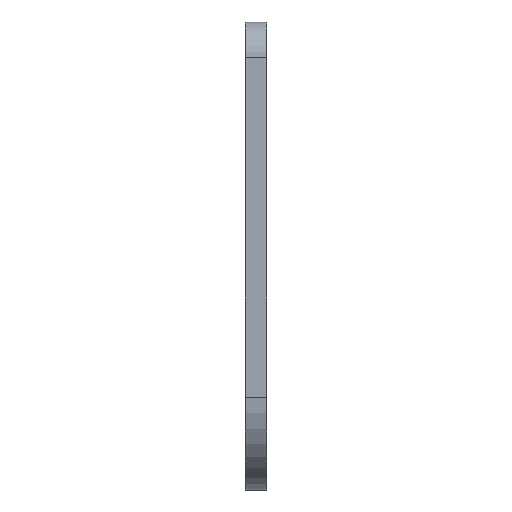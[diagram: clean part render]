
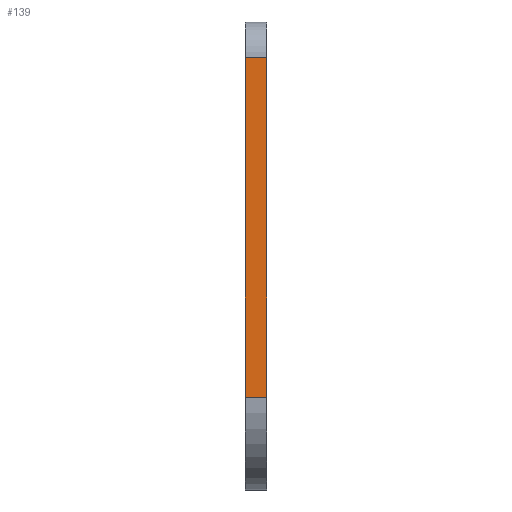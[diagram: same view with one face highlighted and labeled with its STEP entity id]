
A CAD part, left-side view. The second image highlights one B-rep face of the part: STEP entity #139.
In plain terms, the highlighted planar face has unit normal (-1, 0, 0).
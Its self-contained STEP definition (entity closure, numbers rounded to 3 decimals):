
#6 = LINE ( 'NONE', #166, #228 ) ;
#26 = CARTESIAN_POINT ( 'NONE',  ( 0., 0., -5. ) ) ;
#60 = DIRECTION ( 'NONE',  ( 0., -1., 0. ) ) ;
#62 = VECTOR ( 'NONE', #536, 1000. ) ;
#89 = EDGE_CURVE ( 'NONE', #298, #1037, #6, .T. ) ;
#102 = ORIENTED_EDGE ( 'NONE', *, *, #1091, .T. ) ;
#110 = VERTEX_POINT ( 'NONE', #350 ) ;
#118 = CARTESIAN_POINT ( 'NONE',  ( 0., 3., -5. ) ) ;
#139 = ADVANCED_FACE ( 'NONE', ( #362 ), #440, .F. ) ;
#166 = CARTESIAN_POINT ( 'NONE',  ( 0., 0., 0. ) ) ;
#228 = VECTOR ( 'NONE', #256, 1000. ) ;
#246 = EDGE_CURVE ( 'NONE', #1037, #110, #631, .T. ) ;
#256 = DIRECTION ( 'NONE',  ( 0., 0., 1. ) ) ;
#263 = AXIS2_PLACEMENT_3D ( 'NONE', #607, #520, #451 ) ;
#298 = VERTEX_POINT ( 'NONE', #1056 ) ;
#350 = CARTESIAN_POINT ( 'NONE',  ( 0., 3., -5. ) ) ;
#362 = FACE_OUTER_BOUND ( 'NONE', #775, .T. ) ;
#423 = LINE ( 'NONE', #753, #734 ) ;
#440 = PLANE ( 'NONE',  #263 ) ;
#451 = DIRECTION ( 'NONE',  ( 0., 0., -1. ) ) ;
#515 = LINE ( 'NONE', #602, #614 ) ;
#520 = DIRECTION ( 'NONE',  ( 1., 0., 0. ) ) ;
#536 = DIRECTION ( 'NONE',  ( 0., 1., 0. ) ) ;
#538 = EDGE_CURVE ( 'NONE', #829, #110, #515, .T. ) ;
#602 = CARTESIAN_POINT ( 'NONE',  ( 0., 3., 0. ) ) ;
#607 = CARTESIAN_POINT ( 'NONE',  ( 0., 3., 0. ) ) ;
#614 = VECTOR ( 'NONE', #673, 1000. ) ;
#631 = LINE ( 'NONE', #118, #62 ) ;
#650 = CARTESIAN_POINT ( 'NONE',  ( 0., 3., -52.5 ) ) ;
#673 = DIRECTION ( 'NONE',  ( 0., 0., 1. ) ) ;
#693 = ORIENTED_EDGE ( 'NONE', *, *, #246, .T. ) ;
#734 = VECTOR ( 'NONE', #60, 1000. ) ;
#753 = CARTESIAN_POINT ( 'NONE',  ( 0., 3., -52.5 ) ) ;
#775 = EDGE_LOOP ( 'NONE', ( #802, #693, #778, #102 ) ) ;
#778 = ORIENTED_EDGE ( 'NONE', *, *, #538, .F. ) ;
#802 = ORIENTED_EDGE ( 'NONE', *, *, #89, .T. ) ;
#829 = VERTEX_POINT ( 'NONE', #650 ) ;
#1037 = VERTEX_POINT ( 'NONE', #26 ) ;
#1056 = CARTESIAN_POINT ( 'NONE',  ( 0., 0., -52.5 ) ) ;
#1091 = EDGE_CURVE ( 'NONE', #829, #298, #423, .T. ) ;
